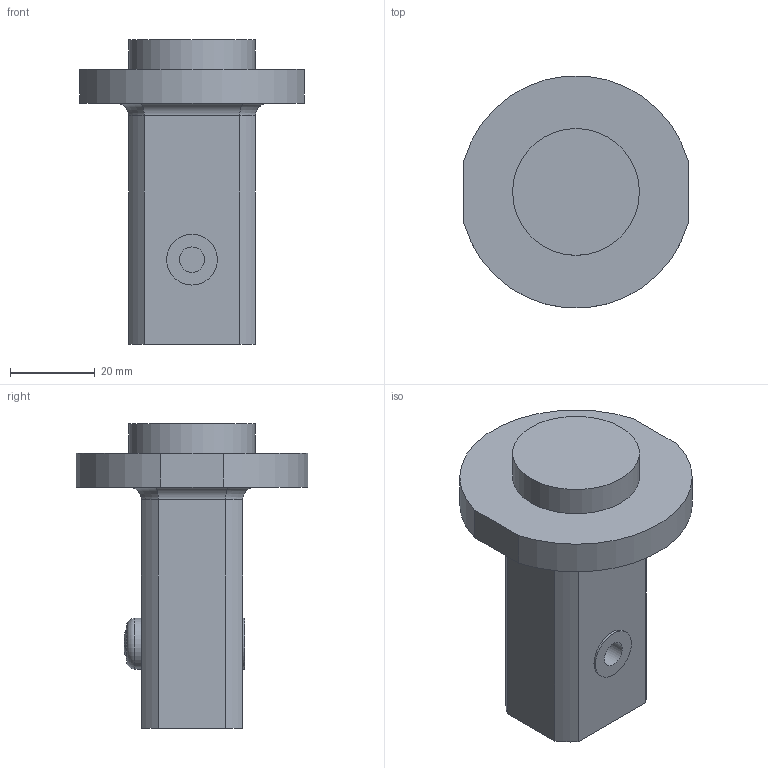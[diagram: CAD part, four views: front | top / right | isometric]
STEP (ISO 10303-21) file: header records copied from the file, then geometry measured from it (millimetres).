
FILE_DESCRIPTION((''),'1');
FILE_NAME('AG90-CA6SGM-45.stp','2017-02-22T23:39:10',(''),(''),'Spatial Interop R21 SP3','Kubotek KeyCreator 2011 V10.0.2 (22737)',' ');
FILE_SCHEMA(('automotive_design'));
Length unit declared in the file: millimetre
Products named in the file (1): 240[2]
Bounding box: 53 x 54.79 x 72 mm (x, y, z)
Volume: 63590.8 mm3; surface area: 12628.2 mm2
Topology: 1 solids, 1 shells, 34 faces, 71 edges, 45 vertices
Faces by surface type: cylinder 14, plane 14, torus 5, bspline 1
Full cylindrical faces by diameter (mm): 6 x1, 12 x2, 30 x1
Entity records: 1719 total; most frequent: CARTESIAN_POINT 271, DIRECTION 150, PRESENTATION_STYLE_ASSIGNMENT 133, COLOUR_RGB 133, ORIENTED_EDGE 126, STYLED_ITEM 98, CURVE_STYLE 98, DRAUGHTING_PRE_DEFINED_CURVE_FONT 98
